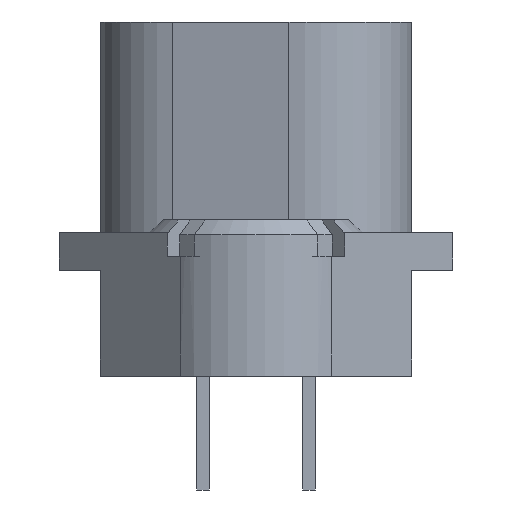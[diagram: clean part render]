
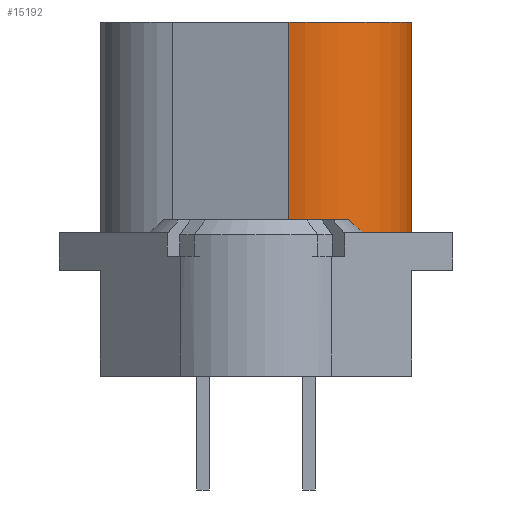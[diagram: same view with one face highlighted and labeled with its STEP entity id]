
A CAD part, left-side view. The second image highlights one B-rep face of the part: STEP entity #15192.
In plain terms, the highlighted cylindrical face has radius 3.747 mm (diameter 7.493 mm), a partial arc.
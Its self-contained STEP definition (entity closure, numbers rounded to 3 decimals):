
#1164=CARTESIAN_POINT('',(-28.334,-2.235,-8.077));
#1165=DIRECTION('',(0.,0.,1.));
#1166=DIRECTION('',(-0.966,0.259,0.));
#1167=AXIS2_PLACEMENT_3D('',#1164,#1165,#1166);
#2051=DIRECTION('',(0.,0.,1.));
#2052=VECTOR('',#2051,8.077);
#2053=CARTESIAN_POINT('',(-28.334,-5.982,-8.077));
#2054=LINE('',#2053,#2052);
#2129=CARTESIAN_POINT('',(-28.334,-2.235,0.));
#2130=DIRECTION('',(0.,0.,1.));
#2131=DIRECTION('',(-0.966,0.259,0.));
#2132=AXIS2_PLACEMENT_3D('',#2129,#2130,#2131);
#2227=DIRECTION('',(0.,0.,1.));
#2228=VECTOR('',#2227,8.077);
#2229=CARTESIAN_POINT('',(-31.953,-1.266,-8.077));
#2230=LINE('',#2229,#2228);
#10802=CARTESIAN_POINT('',(-31.953,-1.266,0.));
#10803=VERTEX_POINT('',#10802);
#10804=CARTESIAN_POINT('',(-28.334,-5.982,0.));
#10805=VERTEX_POINT('',#10804);
#10810=CARTESIAN_POINT('',(-31.953,-1.266,-8.077));
#10811=VERTEX_POINT('',#10810);
#10812=CARTESIAN_POINT('',(-28.334,-5.982,-8.077));
#10813=VERTEX_POINT('',#10812);
#15181=CARTESIAN_POINT('',(-28.334,-2.235,-8.077));
#15182=DIRECTION('',(0.,0.,1.));
#15183=DIRECTION('',(1.,0.,0.));
#15184=AXIS2_PLACEMENT_3D('',#15181,#15182,#15183);
#15185=CYLINDRICAL_SURFACE('',#15184,3.747);
#15186=ORIENTED_EDGE('',*,*,#14514,.F.);
#15187=ORIENTED_EDGE('',*,*,#15176,.T.);
#15188=ORIENTED_EDGE('',*,*,#15053,.T.);
#15189=ORIENTED_EDGE('',*,*,#14965,.F.);
#15190=EDGE_LOOP('',(#15186,#15187,#15188,#15189));
#15191=FACE_OUTER_BOUND('',#15190,.F.);
#15192=ADVANCED_FACE('',(#15191),#15185,.T.);
#1168=CIRCLE('',#1167,3.747);
#2133=CIRCLE('',#2132,3.747);
#14514=EDGE_CURVE('',#10811,#10813,#1168,.T.);
#14965=EDGE_CURVE('',#10813,#10805,#2054,.T.);
#15053=EDGE_CURVE('',#10803,#10805,#2133,.T.);
#15176=EDGE_CURVE('',#10811,#10803,#2230,.T.);
